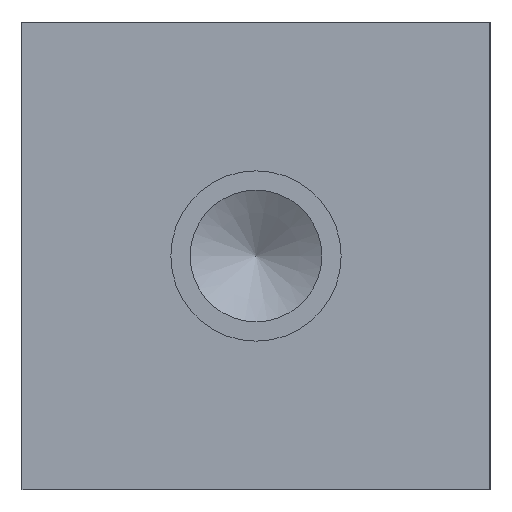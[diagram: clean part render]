
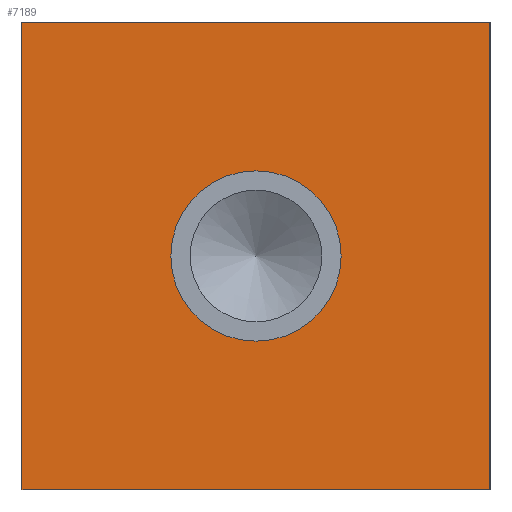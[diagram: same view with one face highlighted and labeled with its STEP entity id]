
A CAD part, left-side view. The second image highlights one B-rep face of the part: STEP entity #7189.
In plain terms, the highlighted planar face has unit normal (-1, 0, 0).
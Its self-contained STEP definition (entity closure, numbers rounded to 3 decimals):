
#164=CIRCLE('',#7567,6.934);
#165=CIRCLE('',#7568,6.934);
#218=FACE_BOUND('',#1223,.T.);
#438=PLANE('',#7570);
#804=FACE_OUTER_BOUND('',#1222,.T.);
#1222=EDGE_LOOP('',(#6389,#6390,#6391,#6392));
#1223=EDGE_LOOP('',(#6393,#6394));
#1478=LINE('',#11139,#2148);
#1901=LINE('',#12371,#2571);
#1902=LINE('',#12372,#2572);
#1903=LINE('',#12373,#2573);
#2148=VECTOR('',#7931,10.);
#2571=VECTOR('',#8964,10.);
#2572=VECTOR('',#8965,10.);
#2573=VECTOR('',#8966,10.);
#3079=VERTEX_POINT('',#11132);
#3082=VERTEX_POINT('',#11137);
#3455=VERTEX_POINT('',#12361);
#3456=VERTEX_POINT('',#12362);
#3457=VERTEX_POINT('',#12369);
#3458=VERTEX_POINT('',#12370);
#3896=EDGE_CURVE('',#3082,#3079,#1478,.T.);
#4438=EDGE_CURVE('',#3455,#3456,#164,.T.);
#4439=EDGE_CURVE('',#3456,#3455,#165,.T.);
#4442=EDGE_CURVE('',#3457,#3458,#1901,.T.);
#4443=EDGE_CURVE('',#3458,#3079,#1902,.T.);
#4444=EDGE_CURVE('',#3457,#3082,#1903,.T.);
#6389=ORIENTED_EDGE('',*,*,#4442,.T.);
#6390=ORIENTED_EDGE('',*,*,#4443,.T.);
#6391=ORIENTED_EDGE('',*,*,#3896,.F.);
#6392=ORIENTED_EDGE('',*,*,#4444,.F.);
#6393=ORIENTED_EDGE('',*,*,#4438,.T.);
#6394=ORIENTED_EDGE('',*,*,#4439,.T.);
#7189=ADVANCED_FACE('',(#804,#218),#438,.T.);
#7567=AXIS2_PLACEMENT_3D('',#12363,#8954,#8955);
#7568=AXIS2_PLACEMENT_3D('',#12364,#8956,#8957);
#7570=AXIS2_PLACEMENT_3D('',#12368,#8962,#8963);
#7931=DIRECTION('',(0.,-1.,0.));
#8954=DIRECTION('center_axis',(1.,0.,0.));
#8955=DIRECTION('ref_axis',(0.,1.,0.));
#8956=DIRECTION('center_axis',(1.,0.,0.));
#8957=DIRECTION('ref_axis',(0.,1.,0.));
#8962=DIRECTION('center_axis',(-1.,0.,0.));
#8963=DIRECTION('ref_axis',(0.,-1.,0.));
#8964=DIRECTION('',(0.,-1.,0.));
#8965=DIRECTION('',(0.,0.,1.));
#8966=DIRECTION('',(0.,0.,1.));
#11132=CARTESIAN_POINT('',(0.,0.,38.1));
#11137=CARTESIAN_POINT('',(0.,38.1,38.1));
#11139=CARTESIAN_POINT('',(0.,38.1,38.1));
#12361=CARTESIAN_POINT('',(0.,25.984,19.05));
#12362=CARTESIAN_POINT('',(0.,12.116,19.05));
#12363=CARTESIAN_POINT('Origin',(0.,19.05,19.05));
#12364=CARTESIAN_POINT('Origin',(0.,19.05,19.05));
#12368=CARTESIAN_POINT('Origin',(0.,38.1,0.));
#12369=CARTESIAN_POINT('',(0.,38.1,0.));
#12370=CARTESIAN_POINT('',(0.,0.,0.));
#12371=CARTESIAN_POINT('',(0.,38.1,0.));
#12372=CARTESIAN_POINT('',(0.,0.,0.));
#12373=CARTESIAN_POINT('',(0.,38.1,0.));
